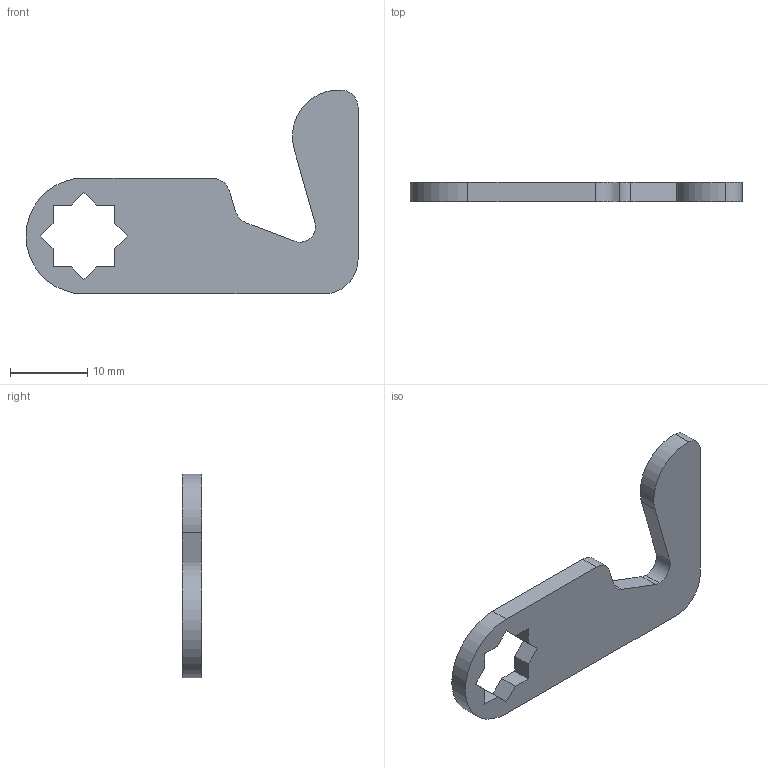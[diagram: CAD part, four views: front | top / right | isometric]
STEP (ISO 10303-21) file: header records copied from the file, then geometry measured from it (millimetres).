
FILE_DESCRIPTION (( 'STEP AP214' ), '1' );
FILE_NAME ('03696-Hooked Cam Bar Steel Single.STEP', '2018-09-23T21:44:35', ( '' ), ( '' ), 'SwSTEP 2.0', 'SolidWorks 2018', '' );
FILE_SCHEMA (( 'AUTOMOTIVE_DESIGN' ));
Length unit declared in the file: millimetre
Products named in the file (1): 03696-Hooked Cam Bar Steel Single
Bounding box: 43 x 2.5 x 26.39 mm (x, y, z)
Volume: 1387.7 mm3; surface area: 1587.8 mm2
Topology: 1 solids, 1 shells, 303 faces, 822 edges, 548 vertices
Faces by surface type: plane 166, bspline 129, cylinder 8
Entity records: 16808 total; most frequent: CARTESIAN_POINT 9995, ORIENTED_EDGE 1644, DIRECTION 930, EDGE_CURVE 822, LINE 548, VERTEX_POINT 548, VECTOR 548, EDGE_LOOP 332
